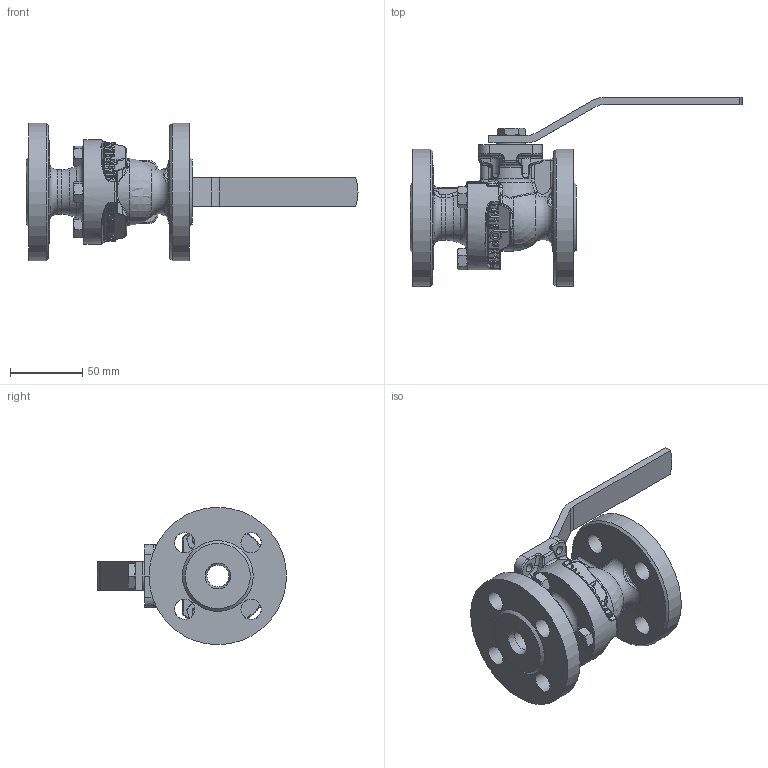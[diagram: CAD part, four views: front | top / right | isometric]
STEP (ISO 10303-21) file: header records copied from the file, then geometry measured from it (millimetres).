
FILE_DESCRIPTION( ( 'Unknown' ), '1' );
FILE_NAME( '4.170.015.stp', 'Unknown', ( 'Unknown' ), ( 'Unknown' ), 'PSStep 13.0', 'Unknown', ' ' );
FILE_SCHEMA( ( 'AUTOMOTIVE_DESIGN { 1 0 10303 214 1 1 1 1 }' ) );
Length unit declared in the file: millimetre
Products named in the file (2): Assem1; B2.DN015
Bounding box: 229.5 x 130.68 x 95 mm (x, y, z)
Volume: 730714.2 mm3; surface area: 153386.9 mm2
Topology: 2 solids, 8 shells, 1726 faces, 4424 edges, 2710 vertices
Faces by surface type: bspline 732, plane 510, cylinder 264, cone 160, torus 38, sphere 22
Full cylindrical faces by diameter (mm): 6 x8, 6.75 x2, 8 x6, 9 x6, 14 x16, 15 x2, 20 x2, 22.5 x2, 95 x4
Entity records: 58079 total; most frequent: CARTESIAN_POINT 33577, ORIENTED_EDGE 4232, DIRECTION 2704, EDGE_CURVE 2116, VERTEX_POINT 1333, AXIS2_PLACEMENT_3D 1014, EDGE_LOOP 969, FACE_OUTER_BOUND 887
